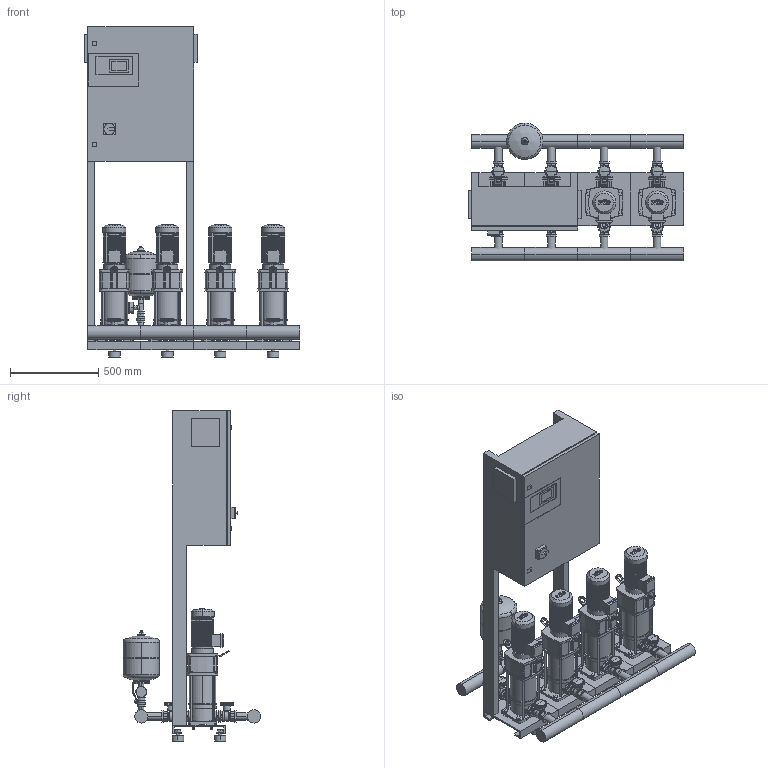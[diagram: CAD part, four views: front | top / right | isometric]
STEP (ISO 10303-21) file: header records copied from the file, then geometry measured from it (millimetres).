
FILE_DESCRIPTION((''),'2;1');
FILE_NAME('3d_COR-4HELIXV603_K_CC-01-2535408.stp','2016-01-22T13:21:24',(''),(''),'Mechanical Desktop 2009','Mechanical Desktop 2009',', , ');
FILE_SCHEMA(('CONFIG_CONTROL_DESIGN'));
Length unit declared in the file: millimetre
Products named in the file (1): Product
Bounding box: 1220 x 780.05 x 1870 mm (x, y, z)
Volume: 197094375.7 mm3; surface area: 9001829.6 mm2
Topology: 162 solids, 162 shells, 4935 faces, 12623 edges, 8296 vertices
Faces by surface type: plane 2254, cylinder 1360, bspline 1091, cone 204, torus 24, sphere 2
Entity records: 157617 total; most frequent: CARTESIAN_POINT 38222, ORIENTED_EDGE 25214, DIRECTION 23399, EDGE_CURVE 12607, VERTEX_POINT 8290, VECTOR 8289, LINE 8289, AXIS2_PLACEMENT_3D 7555
